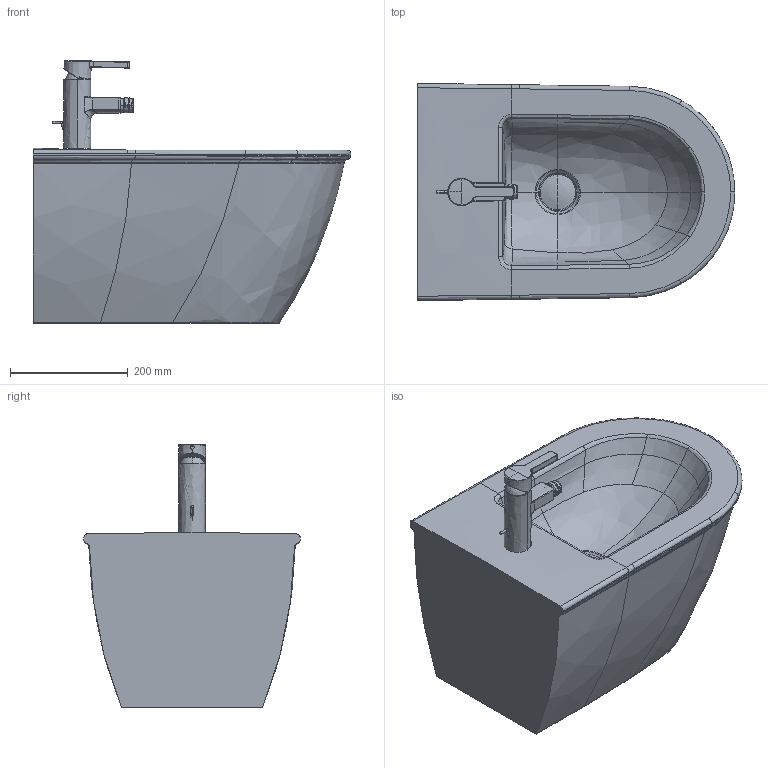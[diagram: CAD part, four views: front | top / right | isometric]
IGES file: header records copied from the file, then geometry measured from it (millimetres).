
Global section: file name: No Iges File Name specified; native system: Autodesk Inventor 2011; preprocessor: AutoDesk Inventor Iges Exporter R2011; author: Administrator; date: 20110518.182644; units: millimetre
Bounding box: 540 x 368 x 447.2 mm (x, y, z)
Volume: 35573562.6 mm3; surface area: 851172 mm2
Topology: 3 solids, 3 shells, 553 faces, 5618 edges, 5453 vertices
Faces by surface type: plane 261, bspline 146, revolution 128, cylinder 12, torus 4, cone 2
